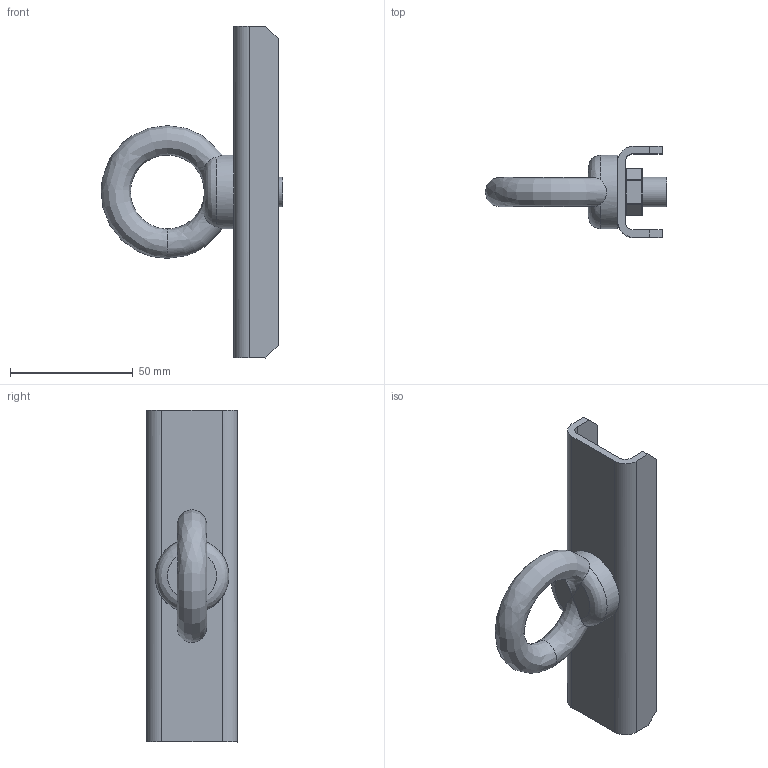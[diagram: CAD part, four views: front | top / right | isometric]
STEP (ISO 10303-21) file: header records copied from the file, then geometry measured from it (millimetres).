
FILE_DESCRIPTION((''),'2;1');
FILE_NAME('48475.stp','2017-09-19T09:46:11',('User'),('SDRC'), 'I-DEAS Master Series','UNIX','Yes');
FILE_SCHEMA(('CONFIG_CONTROL_DESIGN', 'GEOMETRIC_VALIDATION_PROPERTIES_MIM','SHAPE_APPEARANCE_LAYER_MIM'));
Length unit declared in the file: millimetre
Assembly tree (4 placements, depth 0):
Bounding box: 73.98 x 37 x 135 mm (x, y, z)
Volume: 48621.3 mm3; surface area: 25704.7 mm2
Topology: 3 solids, 3 shells, 68 faces, 170 edges, 116 vertices
Faces by surface type: bspline 68
Entity records: 3099 total; most frequent: CARTESIAN_POINT 1392, ORIENTED_EDGE 322, EDGE_CURVE 161, VERTEX_POINT 98, EDGE_LOOP 73, FACE_OUTER_BOUND 68, ADVANCED_FACE 68, QUASI_UNIFORM_CURVE 51
